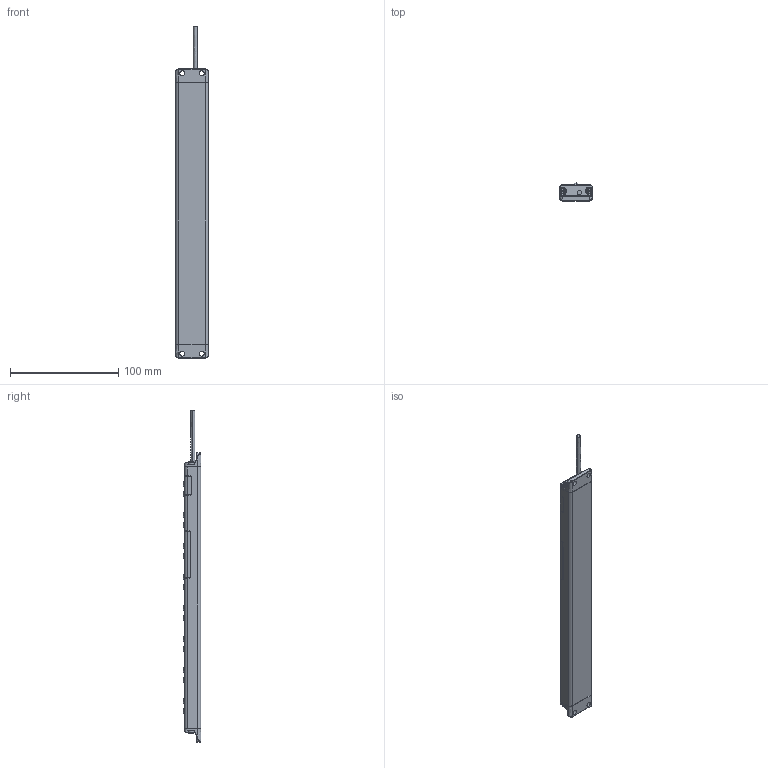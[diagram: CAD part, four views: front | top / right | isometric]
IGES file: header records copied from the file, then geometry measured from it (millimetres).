
Start section:  PTC IGES file: 158571.igs
Global section: file name: 158571.igs; native system: Pro/ENGINEER by Parametric Technology Corporation; preprocessor: 2009141; author: banengservice; organization: Unknown; date: 20121120.142851; units: inch
Bounding box: 29.97 x 16.38 x 306.06 mm (x, y, z)
Volume: 49263.6 mm3; surface area: 51748.2 mm2
Topology: 3 solids, 3 shells, 954 faces, 2614 edges, 1642 vertices
Faces by surface type: bspline 485, revolution 469
